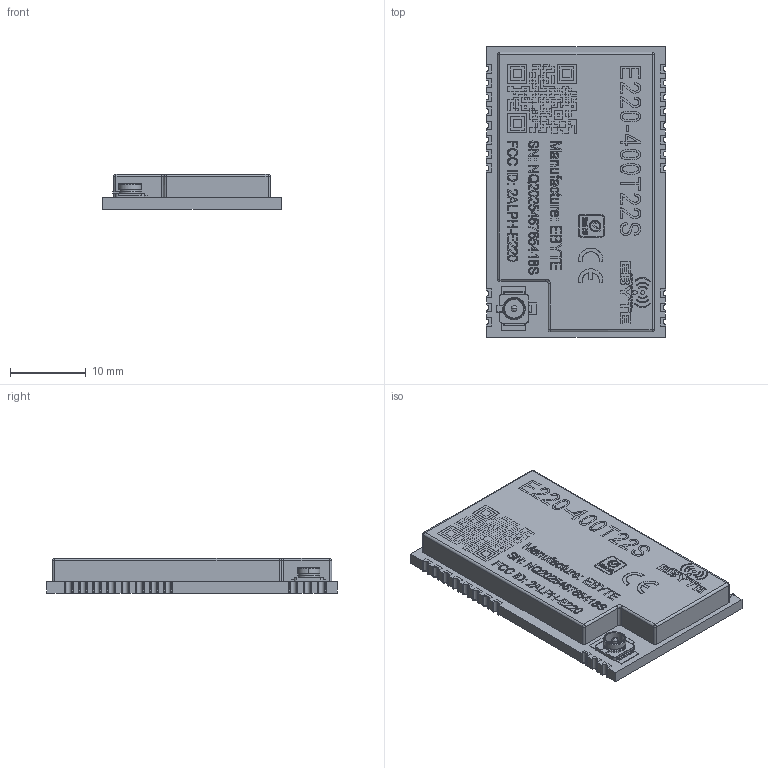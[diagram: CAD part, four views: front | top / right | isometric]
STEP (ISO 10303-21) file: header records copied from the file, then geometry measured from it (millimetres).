
FILE_DESCRIPTION(('FreeCAD Model'),'2;1');
FILE_NAME('Open CASCADE Shape Model','2025-05-05T03:02:24',('FreeCAD'),( 'FreeCAD'),'Open CASCADE STEP processor 7.6','FreeCAD','Unknown');
FILE_SCHEMA(('AUTOMOTIVE_DESIGN { 1 0 10303 214 1 1 1 1 }'));
Products named in the file (1): Open CASCADE STEP translator 7.6 1
Bounding box: 23.72 x 38.31 x 4.64 mm (x, y, z)
Volume: 1658.7 mm3; surface area: 4388.9 mm2
Topology: 28 solids, 28 shells, 1912 faces, 5802 edges, 4077 vertices
Faces by surface type: bspline 1912
Entity records: 65133 total; most frequent: CARTESIAN_POINT 32532, ORIENTED_EDGE 11572, EDGE_CURVE 5786, VERTEX_POINT 4077, B_SPLINE_CURVE_WITH_KNOTS 4049, FACE_BOUND 2059, EDGE_LOOP 2059, ADVANCED_FACE 1912
